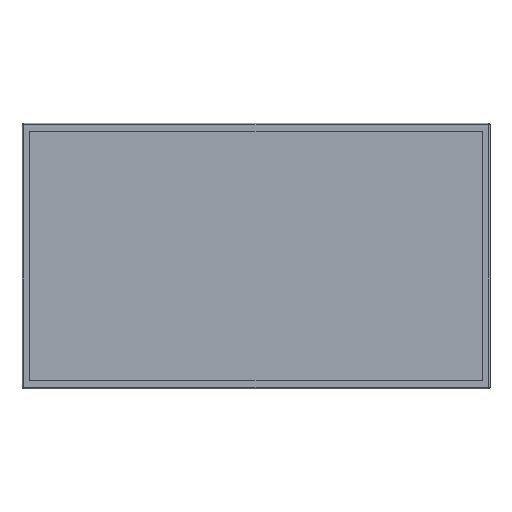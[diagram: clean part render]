
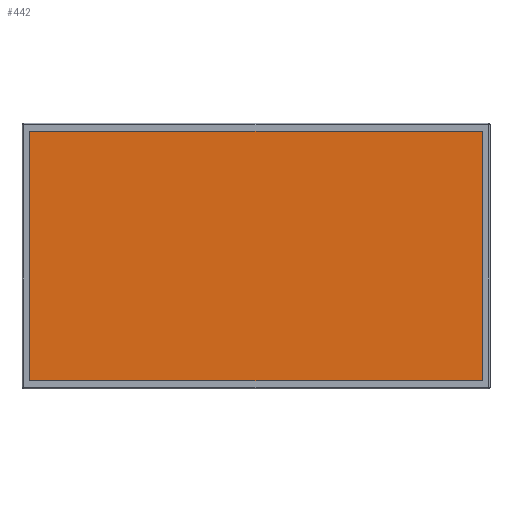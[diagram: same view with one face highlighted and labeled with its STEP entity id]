
A CAD part, top view. The second image highlights one B-rep face of the part: STEP entity #442.
In plain terms, the highlighted planar face has unit normal (0, 0, 1).
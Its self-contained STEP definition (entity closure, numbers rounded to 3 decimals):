
#341=CARTESIAN_POINT('',(145.,80.,4.));
#342=VERTEX_POINT('',#341);
#349=CARTESIAN_POINT('',(145.,-80.,4.));
#350=VERTEX_POINT('',#349);
#351=CARTESIAN_POINT('',(145.,80.,4.));
#352=DIRECTION('',(0.,-1.,0.));
#353=VECTOR('',#352,160.);
#354=LINE('',#351,#353);
#355=EDGE_CURVE('',#342,#350,#354,.T.);
#372=CARTESIAN_POINT('',(-145.,80.,4.));
#373=VERTEX_POINT('',#372);
#380=CARTESIAN_POINT('',(-145.,80.,4.));
#381=DIRECTION('',(1.,0.,-0.));
#382=VECTOR('',#381,290.);
#383=LINE('',#380,#382);
#384=EDGE_CURVE('',#373,#342,#383,.T.);
#396=CARTESIAN_POINT('',(-145.,-80.,4.));
#397=VERTEX_POINT('',#396);
#404=CARTESIAN_POINT('',(-145.,-80.,4.));
#405=DIRECTION('',(0.,1.,0.));
#406=VECTOR('',#405,160.);
#407=LINE('',#404,#406);
#408=EDGE_CURVE('',#397,#373,#407,.T.);
#421=CARTESIAN_POINT('',(145.,-80.,4.));
#422=DIRECTION('',(-1.,0.,0.));
#423=VECTOR('',#422,290.);
#424=LINE('',#421,#423);
#425=EDGE_CURVE('',#350,#397,#424,.T.);
#431=CARTESIAN_POINT('',(0.,0.,4.));
#432=DIRECTION('',(0.,0.,1.));
#433=DIRECTION('',(1.,0.,0.));
#434=AXIS2_PLACEMENT_3D('',#431,#432,#433);
#435=PLANE('',#434);
#436=ORIENTED_EDGE('',*,*,#355,.F.);
#437=ORIENTED_EDGE('',*,*,#384,.F.);
#438=ORIENTED_EDGE('',*,*,#408,.F.);
#439=ORIENTED_EDGE('',*,*,#425,.F.);
#440=EDGE_LOOP('',(#436,#437,#438,#439));
#441=FACE_BOUND('',#440,.T.);
#442=ADVANCED_FACE('',(#441),#435,.T.);
